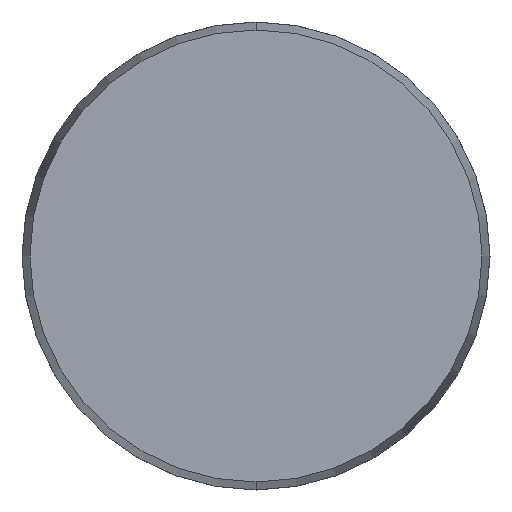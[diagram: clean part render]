
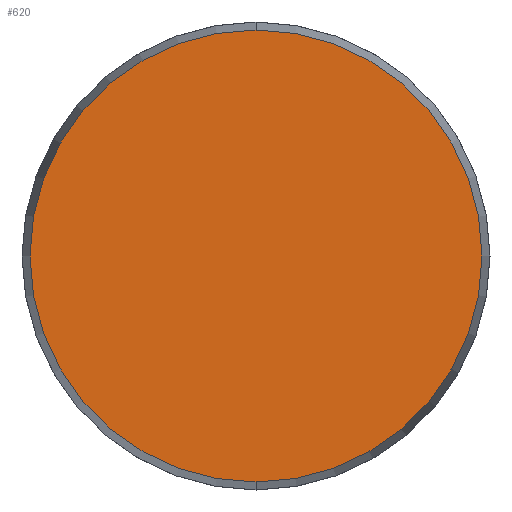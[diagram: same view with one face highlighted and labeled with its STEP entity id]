
A CAD part, front view. The second image highlights one B-rep face of the part: STEP entity #620.
In plain terms, the highlighted planar face has unit normal (0, -1, 0).
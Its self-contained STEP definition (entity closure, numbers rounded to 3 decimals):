
#7 = DIRECTION ( 'NONE',  ( 0., 0., -1. ) ) ;
#14 = CARTESIAN_POINT ( 'NONE',  ( 0., 0., -24.143 ) ) ;
#136 = ORIENTED_EDGE ( 'NONE', *, *, #697, .T. ) ;
#179 = CARTESIAN_POINT ( 'NONE',  ( 0., 0., 24.143 ) ) ;
#359 = AXIS2_PLACEMENT_3D ( 'NONE', #825, #751, #7 ) ;
#417 = AXIS2_PLACEMENT_3D ( 'NONE', #1058, #1266, #672 ) ;
#441 = CIRCLE ( 'NONE', #359, 24.143 ) ;
#456 = VERTEX_POINT ( 'NONE', #179 ) ;
#522 = DIRECTION ( 'NONE',  ( 0., 1., 0. ) ) ;
#620 = ADVANCED_FACE ( 'NONE', ( #630 ), #916, .F. ) ;
#629 = EDGE_CURVE ( 'NONE', #456, #1059, #441, .T. ) ;
#630 = FACE_OUTER_BOUND ( 'NONE', #763, .T. ) ;
#672 = DIRECTION ( 'NONE',  ( 0., 0., -1. ) ) ;
#697 = EDGE_CURVE ( 'NONE', #1059, #456, #1174, .T. ) ;
#751 = DIRECTION ( 'NONE',  ( 0., -1., 0. ) ) ;
#763 = EDGE_LOOP ( 'NONE', ( #908, #136 ) ) ;
#825 = CARTESIAN_POINT ( 'NONE',  ( 0., 0., 0. ) ) ;
#890 = AXIS2_PLACEMENT_3D ( 'NONE', #1246, #522, #1222 ) ;
#908 = ORIENTED_EDGE ( 'NONE', *, *, #629, .T. ) ;
#916 = PLANE ( 'NONE',  #890 ) ;
#1058 = CARTESIAN_POINT ( 'NONE',  ( 0., 0., 0. ) ) ;
#1059 = VERTEX_POINT ( 'NONE', #14 ) ;
#1174 = CIRCLE ( 'NONE', #417, 24.143 ) ;
#1222 = DIRECTION ( 'NONE',  ( 0., 0., 1. ) ) ;
#1246 = CARTESIAN_POINT ( 'NONE',  ( -24.143, 0., 0. ) ) ;
#1266 = DIRECTION ( 'NONE',  ( 0., -1., 0. ) ) ;
